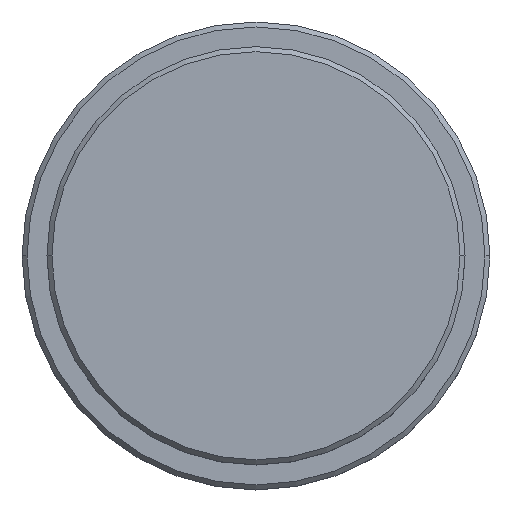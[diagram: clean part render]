
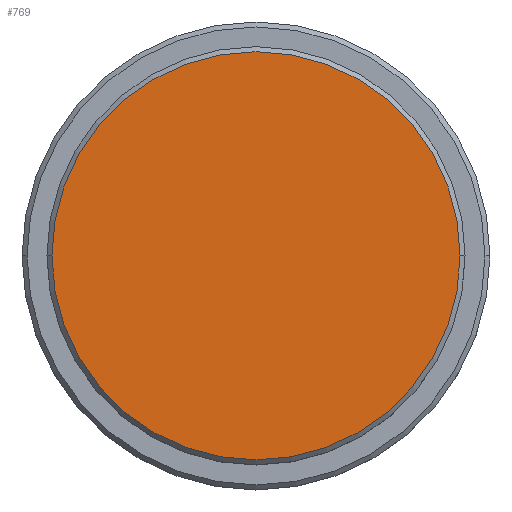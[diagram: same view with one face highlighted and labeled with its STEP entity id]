
A CAD part, top view. The second image highlights one B-rep face of the part: STEP entity #769.
In plain terms, the highlighted planar face has unit normal (0, 0, 1).
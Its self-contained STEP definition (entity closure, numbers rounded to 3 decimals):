
#56 = EDGE_CURVE ( 'NONE', #496, #817, #1094, .T. ) ;
#160 = FACE_OUTER_BOUND ( 'NONE', #1399, .T. ) ;
#208 = CARTESIAN_POINT ( 'NONE',  ( 0., 0., 0. ) ) ;
#259 = ORIENTED_EDGE ( 'NONE', *, *, #56, .T. ) ;
#280 = DIRECTION ( 'NONE',  ( 0., 0., 1. ) ) ;
#293 = CIRCLE ( 'NONE', #1139, 20.5 ) ;
#314 = DIRECTION ( 'NONE',  ( 0., 0., 1. ) ) ;
#338 = DIRECTION ( 'NONE',  ( 1., 0., 0. ) ) ;
#463 = CARTESIAN_POINT ( 'NONE',  ( -20.5, 0., 0. ) ) ;
#485 = AXIS2_PLACEMENT_3D ( 'NONE', #1145, #280, #739 ) ;
#496 = VERTEX_POINT ( 'NONE', #463 ) ;
#517 = DIRECTION ( 'NONE',  ( 1., 0., 0. ) ) ;
#653 = DIRECTION ( 'NONE',  ( 0., 0., 1. ) ) ;
#666 = AXIS2_PLACEMENT_3D ( 'NONE', #1082, #653, #338 ) ;
#732 = ORIENTED_EDGE ( 'NONE', *, *, #1415, .T. ) ;
#739 = DIRECTION ( 'NONE',  ( 1., 0., 0. ) ) ;
#769 = ADVANCED_FACE ( 'NONE', ( #160 ), #1367, .T. ) ;
#817 = VERTEX_POINT ( 'NONE', #1033 ) ;
#1033 = CARTESIAN_POINT ( 'NONE',  ( 20.5, 0., 0. ) ) ;
#1082 = CARTESIAN_POINT ( 'NONE',  ( 0., 0., 0. ) ) ;
#1094 = CIRCLE ( 'NONE', #666, 20.5 ) ;
#1139 = AXIS2_PLACEMENT_3D ( 'NONE', #208, #314, #517 ) ;
#1145 = CARTESIAN_POINT ( 'NONE',  ( 0., 0., 0. ) ) ;
#1367 = PLANE ( 'NONE',  #485 ) ;
#1399 = EDGE_LOOP ( 'NONE', ( #259, #732 ) ) ;
#1415 = EDGE_CURVE ( 'NONE', #817, #496, #293, .T. ) ;
